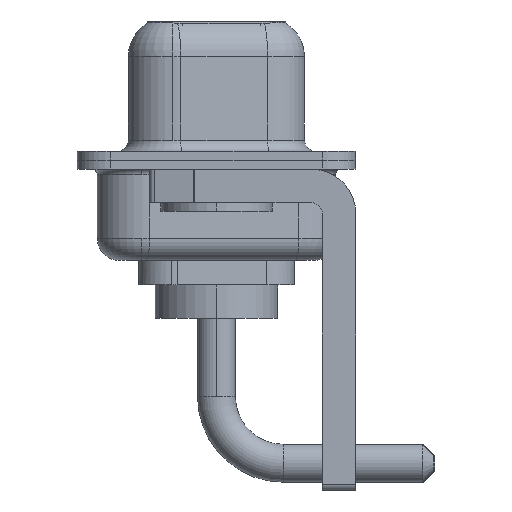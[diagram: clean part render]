
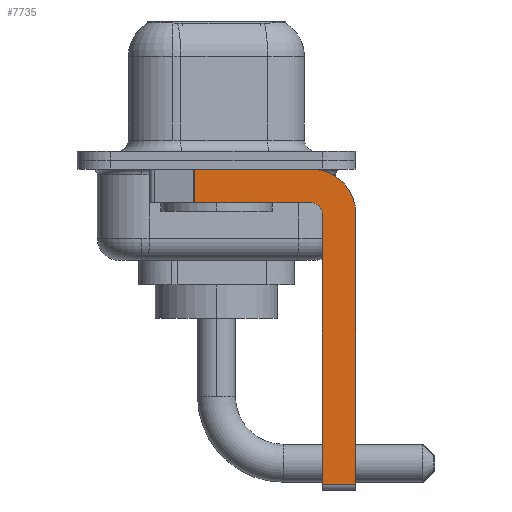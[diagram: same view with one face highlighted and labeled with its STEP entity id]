
A CAD part, left-side view. The second image highlights one B-rep face of the part: STEP entity #7735.
In plain terms, the highlighted planar face has unit normal (-1, 0, 0).
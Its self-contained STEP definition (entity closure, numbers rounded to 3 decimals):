
#51 = CARTESIAN_POINT ( 'NONE',  ( -2.9, -4.25, -2.4 ) ) ;
#271 = CARTESIAN_POINT ( 'NONE',  ( -2.9, -4.75, -14.55 ) ) ;
#308 = CARTESIAN_POINT ( 'NONE',  ( -2.9, 0.978, -0.4 ) ) ;
#505 = CARTESIAN_POINT ( 'NONE',  ( -2.9, 0.978, -1.9 ) ) ;
#613 = VECTOR ( 'NONE', #9239, 1000. ) ;
#1057 = DIRECTION ( 'NONE',  ( 1., 0., 0. ) ) ;
#1099 = DIRECTION ( 'NONE',  ( 0., 0., -1. ) ) ;
#1179 = ORIENTED_EDGE ( 'NONE', *, *, #8825, .T. ) ;
#1203 = CARTESIAN_POINT ( 'NONE',  ( -2.9, -4.25, -0.4 ) ) ;
#1565 = VERTEX_POINT ( 'NONE', #1203 ) ;
#1676 = EDGE_CURVE ( 'NONE', #6277, #1565, #3067, .T. ) ;
#1747 = AXIS2_PLACEMENT_3D ( 'NONE', #51, #1057, #13084 ) ;
#1897 = EDGE_CURVE ( 'NONE', #3240, #4231, #7325, .T. ) ;
#2276 = CARTESIAN_POINT ( 'NONE',  ( -2.9, 3., -0.4 ) ) ;
#2305 = CARTESIAN_POINT ( 'NONE',  ( -2.9, -4.25, -2.4 ) ) ;
#2605 = VERTEX_POINT ( 'NONE', #10854 ) ;
#2673 = ORIENTED_EDGE ( 'NONE', *, *, #5852, .T. ) ;
#2699 = LINE ( 'NONE', #11301, #613 ) ;
#2926 = CARTESIAN_POINT ( 'NONE',  ( -2.9, -6.25, -2.4 ) ) ;
#3067 = LINE ( 'NONE', #2276, #10974 ) ;
#3240 = VERTEX_POINT ( 'NONE', #9386 ) ;
#3800 = LINE ( 'NONE', #9419, #8625 ) ;
#3825 = ORIENTED_EDGE ( 'NONE', *, *, #7922, .F. ) ;
#4223 = EDGE_CURVE ( 'NONE', #5750, #9581, #3800, .T. ) ;
#4231 = VERTEX_POINT ( 'NONE', #505 ) ;
#4528 = DIRECTION ( 'NONE',  ( -1., 0., 0. ) ) ;
#4833 = DIRECTION ( 'NONE',  ( 0., 1., 0. ) ) ;
#5017 = ORIENTED_EDGE ( 'NONE', *, *, #4223, .F. ) ;
#5529 = DIRECTION ( 'NONE',  ( 0., 0., 1. ) ) ;
#5750 = VERTEX_POINT ( 'NONE', #271 ) ;
#5852 = EDGE_CURVE ( 'NONE', #5750, #2605, #11928, .T. ) ;
#5962 = ORIENTED_EDGE ( 'NONE', *, *, #12430, .F. ) ;
#6211 = EDGE_CURVE ( 'NONE', #11277, #2605, #13791, .T. ) ;
#6277 = VERTEX_POINT ( 'NONE', #308 ) ;
#6540 = CARTESIAN_POINT ( 'NONE',  ( -2.9, -4.25, -14.55 ) ) ;
#6637 = DIRECTION ( 'NONE',  ( 0., -1., 0. ) ) ;
#7325 = LINE ( 'NONE', #10447, #8252 ) ;
#7437 = CIRCLE ( 'NONE', #13330, 2. ) ;
#7666 = CIRCLE ( 'NONE', #9031, 0.5 ) ;
#7735 = ADVANCED_FACE ( 'NONE', ( #11826 ), #14024, .F. ) ;
#7922 = EDGE_CURVE ( 'NONE', #9581, #3240, #7666, .T. ) ;
#7980 = CARTESIAN_POINT ( 'NONE',  ( -2.9, -4.75, -2.4 ) ) ;
#8148 = DIRECTION ( 'NONE',  ( 0., 0., 1. ) ) ;
#8185 = ORIENTED_EDGE ( 'NONE', *, *, #6211, .F. ) ;
#8252 = VECTOR ( 'NONE', #4833, 1000. ) ;
#8581 = DIRECTION ( 'NONE',  ( 1., 0., 0. ) ) ;
#8625 = VECTOR ( 'NONE', #8148, 1000. ) ;
#8796 = VECTOR ( 'NONE', #10858, 1000. ) ;
#8825 = EDGE_CURVE ( 'NONE', #6277, #4231, #2699, .T. ) ;
#9031 = AXIS2_PLACEMENT_3D ( 'NONE', #11933, #4528, #5529 ) ;
#9239 = DIRECTION ( 'NONE',  ( 0., 0., -1. ) ) ;
#9300 = EDGE_LOOP ( 'NONE', ( #11749, #1179, #13574, #3825, #5017, #2673, #8185, #5962 ) ) ;
#9386 = CARTESIAN_POINT ( 'NONE',  ( -2.9, -4.25, -1.9 ) ) ;
#9419 = CARTESIAN_POINT ( 'NONE',  ( -2.9, -4.75, -14.8 ) ) ;
#9581 = VERTEX_POINT ( 'NONE', #7980 ) ;
#10447 = CARTESIAN_POINT ( 'NONE',  ( -2.9, -4.25, -1.9 ) ) ;
#10854 = CARTESIAN_POINT ( 'NONE',  ( -2.9, -6.25, -14.55 ) ) ;
#10858 = DIRECTION ( 'NONE',  ( 0., -1., 0. ) ) ;
#10974 = VECTOR ( 'NONE', #6637, 1000. ) ;
#11277 = VERTEX_POINT ( 'NONE', #2926 ) ;
#11301 = CARTESIAN_POINT ( 'NONE',  ( -2.9, 0.978, -1.9 ) ) ;
#11731 = CARTESIAN_POINT ( 'NONE',  ( -2.9, -6.25, -2.4 ) ) ;
#11749 = ORIENTED_EDGE ( 'NONE', *, *, #1676, .F. ) ;
#11826 = FACE_OUTER_BOUND ( 'NONE', #9300, .T. ) ;
#11928 = LINE ( 'NONE', #6540, #8796 ) ;
#11933 = CARTESIAN_POINT ( 'NONE',  ( -2.9, -4.25, -2.4 ) ) ;
#11979 = VECTOR ( 'NONE', #12726, 1000. ) ;
#12430 = EDGE_CURVE ( 'NONE', #1565, #11277, #7437, .T. ) ;
#12726 = DIRECTION ( 'NONE',  ( 0., 0., -1. ) ) ;
#13084 = DIRECTION ( 'NONE',  ( 0., 0., -1. ) ) ;
#13330 = AXIS2_PLACEMENT_3D ( 'NONE', #2305, #8581, #1099 ) ;
#13574 = ORIENTED_EDGE ( 'NONE', *, *, #1897, .F. ) ;
#13791 = LINE ( 'NONE', #11731, #11979 ) ;
#14024 = PLANE ( 'NONE',  #1747 ) ;
